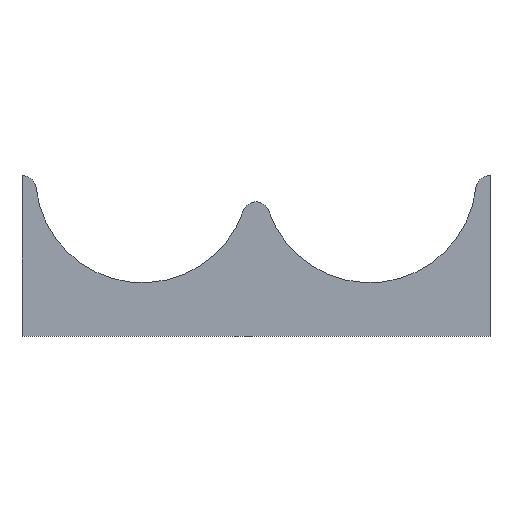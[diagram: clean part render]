
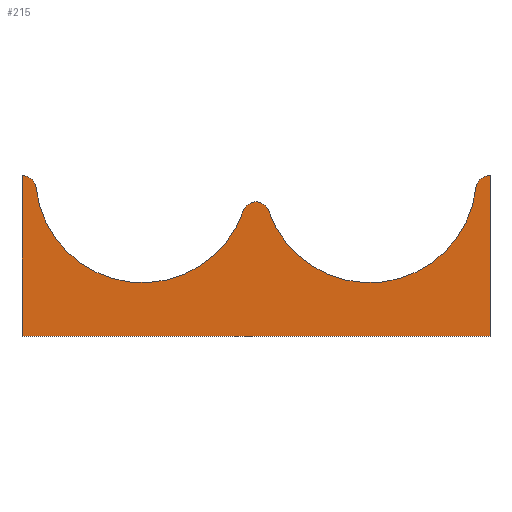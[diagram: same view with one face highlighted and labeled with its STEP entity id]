
A CAD part, top view. The second image highlights one B-rep face of the part: STEP entity #215.
In plain terms, the highlighted planar face has unit normal (0, 0, 1).
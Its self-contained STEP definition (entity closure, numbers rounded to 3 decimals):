
#16=PLANE('',#249);
#26=FACE_OUTER_BOUND('',#38,.T.);
#38=EDGE_LOOP('',(#168,#169,#170,#171,#172,#173,#174,#175,#176,#177));
#55=LINE('',#367,#75);
#56=LINE('',#369,#76);
#57=LINE('',#371,#77);
#58=LINE('',#373,#78);
#59=LINE('',#374,#79);
#75=VECTOR('',#300,10.);
#76=VECTOR('',#301,10.);
#77=VECTOR('',#302,10.);
#78=VECTOR('',#303,10.);
#79=VECTOR('',#304,10.);
#86=CIRCLE('',#238,5.);
#89=CIRCLE('',#242,40.);
#93=CIRCLE('',#248,5.);
#94=CIRCLE('',#250,40.);
#95=CIRCLE('',#251,5.);
#96=VERTEX_POINT('',#327);
#97=VERTEX_POINT('',#328);
#101=VERTEX_POINT('',#338);
#109=VERTEX_POINT('',#358);
#110=VERTEX_POINT('',#362);
#111=VERTEX_POINT('',#364);
#112=VERTEX_POINT('',#366);
#113=VERTEX_POINT('',#368);
#114=VERTEX_POINT('',#370);
#115=VERTEX_POINT('',#372);
#116=EDGE_CURVE('',#96,#97,#86,.T.);
#122=EDGE_CURVE('',#96,#101,#89,.T.);
#132=EDGE_CURVE('',#109,#101,#93,.T.);
#133=EDGE_CURVE('',#109,#110,#94,.T.);
#134=EDGE_CURVE('',#111,#110,#95,.T.);
#135=EDGE_CURVE('',#111,#112,#55,.T.);
#136=EDGE_CURVE('',#112,#113,#56,.T.);
#137=EDGE_CURVE('',#113,#114,#57,.T.);
#138=EDGE_CURVE('',#114,#115,#58,.T.);
#139=EDGE_CURVE('',#115,#97,#59,.T.);
#168=ORIENTED_EDGE('',*,*,#116,.F.);
#169=ORIENTED_EDGE('',*,*,#122,.T.);
#170=ORIENTED_EDGE('',*,*,#132,.F.);
#171=ORIENTED_EDGE('',*,*,#133,.T.);
#172=ORIENTED_EDGE('',*,*,#134,.F.);
#173=ORIENTED_EDGE('',*,*,#135,.T.);
#174=ORIENTED_EDGE('',*,*,#136,.T.);
#175=ORIENTED_EDGE('',*,*,#137,.T.);
#176=ORIENTED_EDGE('',*,*,#138,.T.);
#177=ORIENTED_EDGE('',*,*,#139,.T.);
#215=ADVANCED_FACE('',(#26),#16,.T.);
#238=AXIS2_PLACEMENT_3D('',#329,#263,#264);
#242=AXIS2_PLACEMENT_3D('',#340,#274,#275);
#248=AXIS2_PLACEMENT_3D('',#360,#292,#293);
#249=AXIS2_PLACEMENT_3D('',#361,#294,#295);
#250=AXIS2_PLACEMENT_3D('',#363,#296,#297);
#251=AXIS2_PLACEMENT_3D('',#365,#298,#299);
#263=DIRECTION('center_axis',(0.,0.,-1.));
#264=DIRECTION('ref_axis',(-0.667,0.745,0.));
#274=DIRECTION('center_axis',(0.,0.,-1.));
#275=DIRECTION('ref_axis',(1.,0.,0.));
#292=DIRECTION('center_axis',(0.,0.,-1.));
#293=DIRECTION('ref_axis',(-0.944,-0.329,0.));
#294=DIRECTION('center_axis',(0.,0.,1.));
#295=DIRECTION('ref_axis',(1.,0.,0.));
#296=DIRECTION('center_axis',(0.,0.,-1.));
#297=DIRECTION('ref_axis',(1.,0.,0.));
#298=DIRECTION('center_axis',(0.,0.,-1.));
#299=DIRECTION('ref_axis',(0.667,0.745,0.));
#300=DIRECTION('',(-1.,0.,0.));
#301=DIRECTION('',(0.,-1.,0.));
#302=DIRECTION('',(1.,0.,0.));
#303=DIRECTION('',(0.,1.,0.));
#304=DIRECTION('',(-1.,0.,0.));
#327=CARTESIAN_POINT('',(174.752,55.556,3.));
#328=CARTESIAN_POINT('',(179.721,60.,3.));
#329=CARTESIAN_POINT('Origin',(179.721,55.,3.));
#338=CARTESIAN_POINT('',(97.222,46.853,3.));
#340=CARTESIAN_POINT('Origin',(135.,60.,3.));
#358=CARTESIAN_POINT('',(87.778,46.853,3.));
#360=CARTESIAN_POINT('Origin',(92.5,45.21,3.));
#361=CARTESIAN_POINT('Origin',(92.5,50.,3.));
#362=CARTESIAN_POINT('',(10.248,55.556,3.));
#363=CARTESIAN_POINT('Origin',(50.,60.,3.));
#364=CARTESIAN_POINT('',(5.279,60.,3.));
#365=CARTESIAN_POINT('Origin',(5.279,55.,3.));
#366=CARTESIAN_POINT('',(5.,60.,3.));
#367=CARTESIAN_POINT('',(5.,60.,3.));
#368=CARTESIAN_POINT('',(5.,0.,3.));
#369=CARTESIAN_POINT('',(5.,60.,3.));
#370=CARTESIAN_POINT('',(180.,0.,3.));
#371=CARTESIAN_POINT('',(5.,0.,3.));
#372=CARTESIAN_POINT('',(180.,60.,3.));
#373=CARTESIAN_POINT('',(180.,60.,3.));
#374=CARTESIAN_POINT('',(175.,60.,3.));
